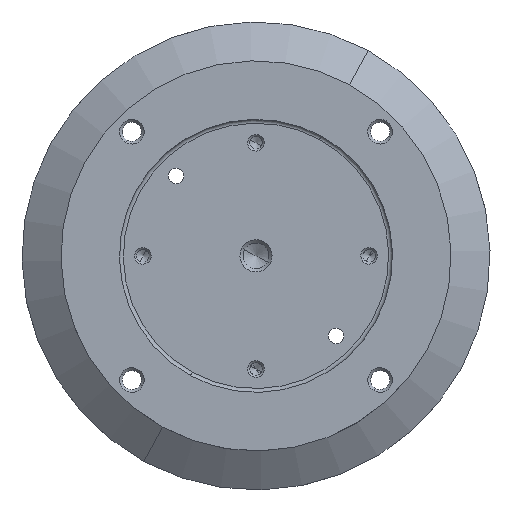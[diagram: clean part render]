
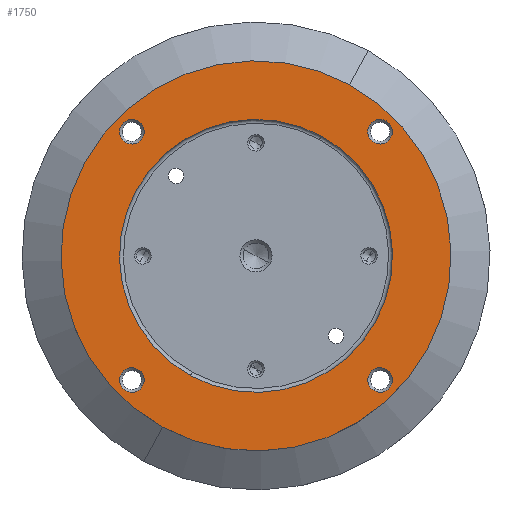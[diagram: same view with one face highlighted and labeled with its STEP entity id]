
A CAD part, top view. The second image highlights one B-rep face of the part: STEP entity #1750.
In plain terms, the highlighted planar face has unit normal (0, 0, 1).
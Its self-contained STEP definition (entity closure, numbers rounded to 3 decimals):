
#490=CARTESIAN_POINT('Vertex',(-16.78,-30.715,10.)) ;
#493=CARTESIAN_POINT('Axis2P3D Location',(0.,0.,10.)) ;
#497=CARTESIAN_POINT('Vertex',(16.78,30.715,10.)) ;
#512=CARTESIAN_POINT('Axis2P3D Location',(0.,0.,10.)) ;
#893=CARTESIAN_POINT('Vertex',(-33.334,29.048,10.)) ;
#909=CARTESIAN_POINT('Vertex',(-30.306,34.592,10.)) ;
#912=CARTESIAN_POINT('Axis2P3D Location',(-31.82,31.82,10.)) ;
#934=CARTESIAN_POINT('Axis2P3D Location',(-31.82,31.82,10.)) ;
#955=CARTESIAN_POINT('Vertex',(-29.048,-33.334,10.)) ;
#971=CARTESIAN_POINT('Vertex',(-34.592,-30.306,10.)) ;
#974=CARTESIAN_POINT('Axis2P3D Location',(-31.82,-31.82,10.)) ;
#996=CARTESIAN_POINT('Axis2P3D Location',(-31.82,-31.82,10.)) ;
#1017=CARTESIAN_POINT('Vertex',(33.334,-29.048,10.)) ;
#1033=CARTESIAN_POINT('Vertex',(30.306,-34.592,10.)) ;
#1036=CARTESIAN_POINT('Axis2P3D Location',(31.82,-31.82,10.)) ;
#1058=CARTESIAN_POINT('Axis2P3D Location',(31.82,-31.82,10.)) ;
#1079=CARTESIAN_POINT('Vertex',(29.048,33.334,10.)) ;
#1095=CARTESIAN_POINT('Vertex',(34.592,30.306,10.)) ;
#1098=CARTESIAN_POINT('Axis2P3D Location',(31.82,31.82,10.)) ;
#1120=CARTESIAN_POINT('Axis2P3D Location',(31.82,31.82,10.)) ;
#1649=CARTESIAN_POINT('Vertex',(23.971,43.879,10.)) ;
#1652=CARTESIAN_POINT('Axis2P3D Location',(0.,0.,10.)) ;
#1656=CARTESIAN_POINT('Vertex',(-23.971,-43.879,10.)) ;
#1671=CARTESIAN_POINT('Axis2P3D Location',(0.,0.,10.)) ;
#1721=CARTESIAN_POINT('Axis2P3D Location',(0.,35.,10.)) ;
#494=DIRECTION('Axis2P3D Direction',(0.,0.,-1.)) ;
#513=DIRECTION('Axis2P3D Direction',(0.,0.,-1.)) ;
#913=DIRECTION('Axis2P3D Direction',(0.,0.,-1.)) ;
#935=DIRECTION('Axis2P3D Direction',(0.,0.,1.)) ;
#975=DIRECTION('Axis2P3D Direction',(0.,0.,-1.)) ;
#997=DIRECTION('Axis2P3D Direction',(0.,0.,1.)) ;
#1037=DIRECTION('Axis2P3D Direction',(0.,0.,-1.)) ;
#1059=DIRECTION('Axis2P3D Direction',(0.,0.,1.)) ;
#1099=DIRECTION('Axis2P3D Direction',(0.,0.,-1.)) ;
#1121=DIRECTION('Axis2P3D Direction',(0.,0.,1.)) ;
#1653=DIRECTION('Axis2P3D Direction',(0.,0.,-1.)) ;
#1672=DIRECTION('Axis2P3D Direction',(0.,0.,-1.)) ;
#1722=DIRECTION('Axis2P3D Direction',(0.,0.,-1.)) ;
#1723=DIRECTION('Axis2P3D XDirection',(1.,0.,0.)) ;
#495=AXIS2_PLACEMENT_3D('Circle Axis2P3D',#493,#494,$) ;
#514=AXIS2_PLACEMENT_3D('Circle Axis2P3D',#512,#513,$) ;
#914=AXIS2_PLACEMENT_3D('Circle Axis2P3D',#912,#913,$) ;
#936=AXIS2_PLACEMENT_3D('Circle Axis2P3D',#934,#935,$) ;
#976=AXIS2_PLACEMENT_3D('Circle Axis2P3D',#974,#975,$) ;
#998=AXIS2_PLACEMENT_3D('Circle Axis2P3D',#996,#997,$) ;
#1038=AXIS2_PLACEMENT_3D('Circle Axis2P3D',#1036,#1037,$) ;
#1060=AXIS2_PLACEMENT_3D('Circle Axis2P3D',#1058,#1059,$) ;
#1100=AXIS2_PLACEMENT_3D('Circle Axis2P3D',#1098,#1099,$) ;
#1122=AXIS2_PLACEMENT_3D('Circle Axis2P3D',#1120,#1121,$) ;
#1654=AXIS2_PLACEMENT_3D('Circle Axis2P3D',#1652,#1653,$) ;
#1673=AXIS2_PLACEMENT_3D('Circle Axis2P3D',#1671,#1672,$) ;
#1724=AXIS2_PLACEMENT_3D('Plane Axis2P3D',#1721,#1722,#1723) ;
#1727=ORIENTED_EDGE('',*,*,#1658,.F.) ;
#1728=ORIENTED_EDGE('',*,*,#1675,.F.) ;
#1731=ORIENTED_EDGE('',*,*,#938,.T.) ;
#1732=ORIENTED_EDGE('',*,*,#916,.T.) ;
#1735=ORIENTED_EDGE('',*,*,#1000,.T.) ;
#1736=ORIENTED_EDGE('',*,*,#978,.T.) ;
#1739=ORIENTED_EDGE('',*,*,#1062,.T.) ;
#1740=ORIENTED_EDGE('',*,*,#1040,.T.) ;
#1743=ORIENTED_EDGE('',*,*,#1124,.T.) ;
#1744=ORIENTED_EDGE('',*,*,#1102,.T.) ;
#1747=ORIENTED_EDGE('',*,*,#516,.T.) ;
#1748=ORIENTED_EDGE('',*,*,#499,.T.) ;
#1733=FACE_BOUND('',#1730,.T.) ;
#1737=FACE_BOUND('',#1734,.T.) ;
#1741=FACE_BOUND('',#1738,.T.) ;
#1745=FACE_BOUND('',#1742,.T.) ;
#1749=FACE_BOUND('',#1746,.T.) ;
#1750=ADVANCED_FACE('Hauptk\X2\00F6\X0\rper',(#1729,#1733,#1737,#1741,#1745,#1749),#1725,.F.) ;
#496=CIRCLE('generated circle',#495,35.) ;
#515=CIRCLE('generated circle',#514,35.) ;
#915=CIRCLE('generated circle',#914,3.159) ;
#937=CIRCLE('generated circle',#936,3.159) ;
#977=CIRCLE('generated circle',#976,3.159) ;
#999=CIRCLE('generated circle',#998,3.159) ;
#1039=CIRCLE('generated circle',#1038,3.159) ;
#1061=CIRCLE('generated circle',#1060,3.159) ;
#1101=CIRCLE('generated circle',#1100,3.159) ;
#1123=CIRCLE('generated circle',#1122,3.159) ;
#1655=CIRCLE('generated circle',#1654,50.) ;
#1674=CIRCLE('generated circle',#1673,50.) ;
#499=EDGE_CURVE('',#498,#491,#496,.T.) ;
#516=EDGE_CURVE('',#491,#498,#515,.T.) ;
#916=EDGE_CURVE('',#894,#910,#915,.T.) ;
#938=EDGE_CURVE('',#910,#894,#937,.F.) ;
#978=EDGE_CURVE('',#956,#972,#977,.T.) ;
#1000=EDGE_CURVE('',#972,#956,#999,.F.) ;
#1040=EDGE_CURVE('',#1018,#1034,#1039,.T.) ;
#1062=EDGE_CURVE('',#1034,#1018,#1061,.F.) ;
#1102=EDGE_CURVE('',#1080,#1096,#1101,.T.) ;
#1124=EDGE_CURVE('',#1096,#1080,#1123,.F.) ;
#1658=EDGE_CURVE('',#1650,#1657,#1655,.T.) ;
#1675=EDGE_CURVE('',#1657,#1650,#1674,.T.) ;
#1726=EDGE_LOOP('',(#1727,#1728)) ;
#1730=EDGE_LOOP('',(#1731,#1732)) ;
#1734=EDGE_LOOP('',(#1735,#1736)) ;
#1738=EDGE_LOOP('',(#1739,#1740)) ;
#1742=EDGE_LOOP('',(#1743,#1744)) ;
#1746=EDGE_LOOP('',(#1747,#1748)) ;
#1729=FACE_OUTER_BOUND('',#1726,.T.) ;
#1725=PLANE('Plane',#1724) ;
#491=VERTEX_POINT('',#490) ;
#498=VERTEX_POINT('',#497) ;
#894=VERTEX_POINT('',#893) ;
#910=VERTEX_POINT('',#909) ;
#956=VERTEX_POINT('',#955) ;
#972=VERTEX_POINT('',#971) ;
#1018=VERTEX_POINT('',#1017) ;
#1034=VERTEX_POINT('',#1033) ;
#1080=VERTEX_POINT('',#1079) ;
#1096=VERTEX_POINT('',#1095) ;
#1650=VERTEX_POINT('',#1649) ;
#1657=VERTEX_POINT('',#1656) ;
